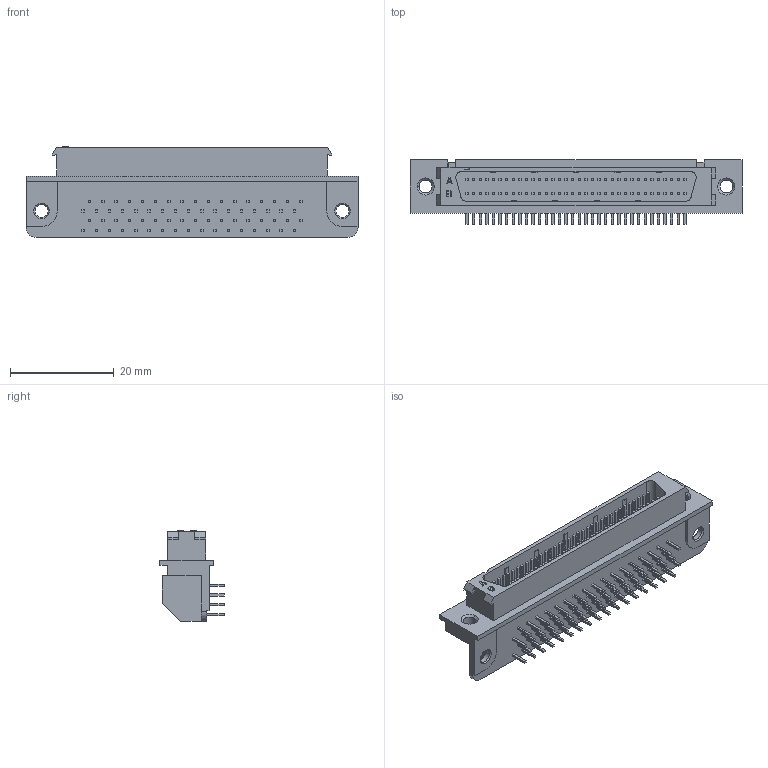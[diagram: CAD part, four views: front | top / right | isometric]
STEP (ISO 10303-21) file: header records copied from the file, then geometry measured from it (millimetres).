
FILE_DESCRIPTION((''),'2;1');
FILE_NAME('C-2-5174225-5','2014-09-11T',('workeradm'),('Tyco Electronics Ltd.'),'PRO/ENGINEER BY PARAMETRIC TECHNOLOGY CORPORATION, 2014090','PRO/ENGINEER BY PARAMETRIC TECHNOLOGY CORPORATION, 2014090','');
FILE_SCHEMA(('AUTOMOTIVE_DESIGN { 1 0 10303 214 1 1 1 1 }'));
Length unit declared in the file: millimetre
Products named in the file (1): C-2-5174225-5
Bounding box: 63.91 x 12.4 x 17.5 mm (x, y, z)
Volume: 3318.5 mm3; surface area: 6000.5 mm2
Topology: 1 solids, 1 shells, 1417 faces, 3792 edges, 2520 vertices
Faces by surface type: plane 1248, cylinder 153, cone 16
Entity records: 44000 total; most frequent: CARTESIAN_POINT 7731, ORIENTED_EDGE 7584, DIRECTION 6948, EDGE_CURVE 3792, VECTOR 3470, LINE 3470, VERTEX_POINT 2520, AXIS2_PLACEMENT_3D 1739
